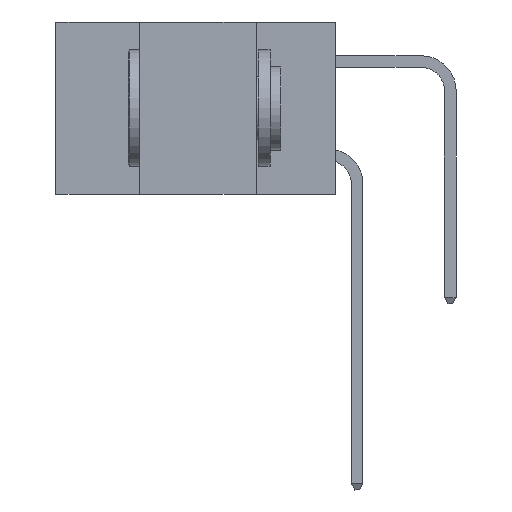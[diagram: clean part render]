
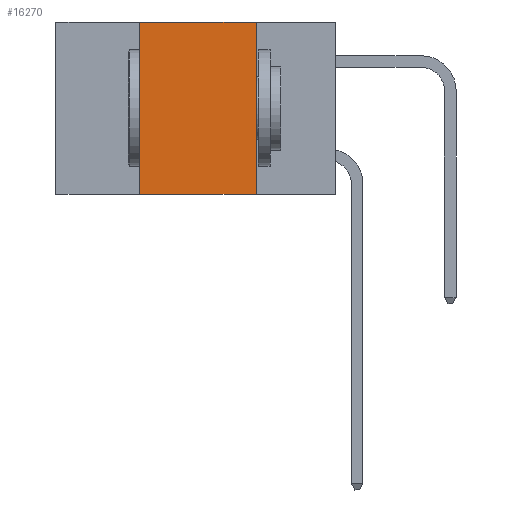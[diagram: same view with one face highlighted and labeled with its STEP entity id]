
A CAD part, left-side view. The second image highlights one B-rep face of the part: STEP entity #16270.
In plain terms, the highlighted planar face has unit normal (-1, 0, 0).
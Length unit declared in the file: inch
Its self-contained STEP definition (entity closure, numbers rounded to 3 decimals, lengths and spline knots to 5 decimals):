
#68 = VERTEX_POINT ( 'NONE', #4128 ) ;
#420 = VECTOR ( 'NONE', #8021, 39.37008 ) ;
#1015 = EDGE_CURVE ( 'NONE', #68, #6934, #12292, .T. ) ;
#1579 = VECTOR ( 'NONE', #5400, 39.37008 ) ;
#1651 = ORIENTED_EDGE ( 'NONE', *, *, #1015, .F. ) ;
#1771 = CARTESIAN_POINT ( 'NONE',  ( 0., 0.17, -0.37 ) ) ;
#1791 = EDGE_LOOP ( 'NONE', ( #4815, #1651, #5230, #2073 ) ) ;
#2025 = EDGE_CURVE ( 'NONE', #12569, #12728, #7103, .T. ) ;
#2073 = ORIENTED_EDGE ( 'NONE', *, *, #2025, .T. ) ;
#3073 = CARTESIAN_POINT ( 'NONE',  ( 0., 0.6, 0. ) ) ;
#3391 = EDGE_CURVE ( 'NONE', #12569, #68, #11233, .T. ) ;
#3401 = VECTOR ( 'NONE', #12523, 39.37008 ) ;
#3611 = VECTOR ( 'NONE', #4504, 39.37008 ) ;
#4128 = CARTESIAN_POINT ( 'NONE',  ( 0., 0.42, 0. ) ) ;
#4504 = DIRECTION ( 'NONE',  ( 0., 0., 1. ) ) ;
#4813 = CARTESIAN_POINT ( 'NONE',  ( 0., 0.42, 0. ) ) ;
#4815 = ORIENTED_EDGE ( 'NONE', *, *, #11663, .F. ) ;
#5230 = ORIENTED_EDGE ( 'NONE', *, *, #3391, .F. ) ;
#5400 = DIRECTION ( 'NONE',  ( 0., -1., 0. ) ) ;
#5460 = CARTESIAN_POINT ( 'NONE',  ( 0., 0.42, -0.37 ) ) ;
#6562 = CARTESIAN_POINT ( 'NONE',  ( 0., 0.6, 0. ) ) ;
#6934 = VERTEX_POINT ( 'NONE', #16378 ) ;
#7103 = LINE ( 'NONE', #8041, #420 ) ;
#7266 = LINE ( 'NONE', #11269, #3401 ) ;
#7861 = DIRECTION ( 'NONE',  ( 0., 0., -1. ) ) ;
#8021 = DIRECTION ( 'NONE',  ( 0., -1., 0. ) ) ;
#8041 = CARTESIAN_POINT ( 'NONE',  ( 0., 0.6, -0.37 ) ) ;
#8818 = AXIS2_PLACEMENT_3D ( 'NONE', #6562, #15302, #7861 ) ;
#11233 = LINE ( 'NONE', #4813, #3611 ) ;
#11269 = CARTESIAN_POINT ( 'NONE',  ( 0., 0.17, 0. ) ) ;
#11614 = PLANE ( 'NONE',  #8818 ) ;
#11663 = EDGE_CURVE ( 'NONE', #6934, #12728, #7266, .T. ) ;
#12292 = LINE ( 'NONE', #3073, #1579 ) ;
#12481 = FACE_OUTER_BOUND ( 'NONE', #1791, .T. ) ;
#12523 = DIRECTION ( 'NONE',  ( 0., 0., -1. ) ) ;
#12569 = VERTEX_POINT ( 'NONE', #5460 ) ;
#12728 = VERTEX_POINT ( 'NONE', #1771 ) ;
#15302 = DIRECTION ( 'NONE',  ( 1., 0., 0. ) ) ;
#16270 = ADVANCED_FACE ( 'NONE', ( #12481 ), #11614, .F. ) ;
#16378 = CARTESIAN_POINT ( 'NONE',  ( 0., 0.17, 0. ) ) ;
